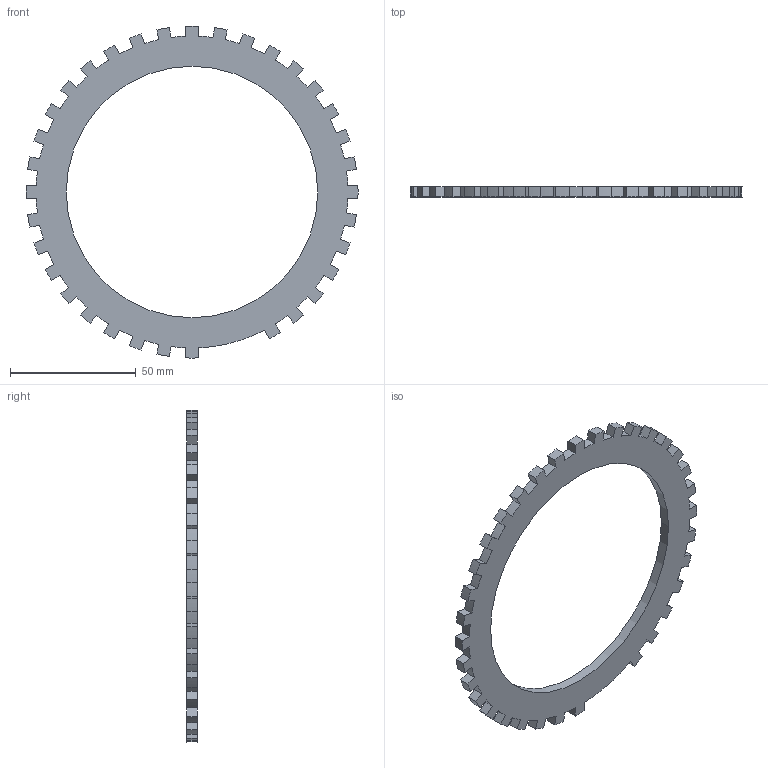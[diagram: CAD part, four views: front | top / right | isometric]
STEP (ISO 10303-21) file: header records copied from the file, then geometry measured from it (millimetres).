
FILE_DESCRIPTION(('CATIA V5 STEP Exchange'),'2;1');
FILE_NAME('Cible roue phonique.stp','2021-06-04T08:08:00+00:00',('none'),('none'),'CATIA Version 5 Release 20 GA (IN-10)','CATIA V5 STEP AP203','none');
FILE_SCHEMA(('CONFIG_CONTROL_DESIGN'));
Length unit declared in the file: millimetre
Products named in the file (1): Volant moteur.1
Bounding box: 131.99 x 4 x 131.99 mm (x, y, z)
Volume: 19609.9 mm3; surface area: 13708.6 mm2
Topology: 1 solids, 1 shells, 140 faces, 424 edges, 286 vertices
Faces by surface type: cylinder 70, plane 70
Entity records: 4544 total; most frequent: ORIENTED_EDGE 848, CARTESIAN_POINT 817, DIRECTION 636, EDGE_CURVE 424, VERTEX_POINT 286, VECTOR 274, LINE 274, AXIS2_PLACEMENT_3D 257
